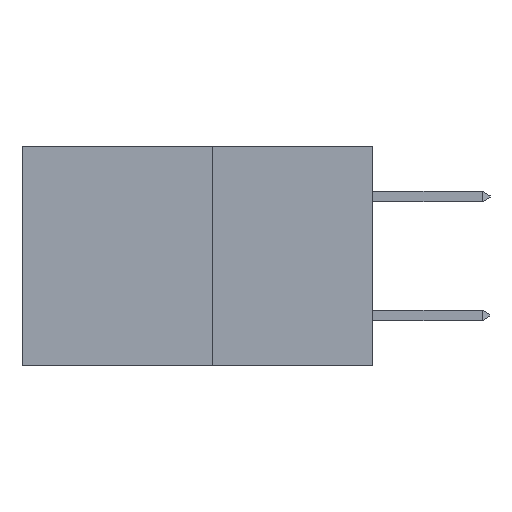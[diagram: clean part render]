
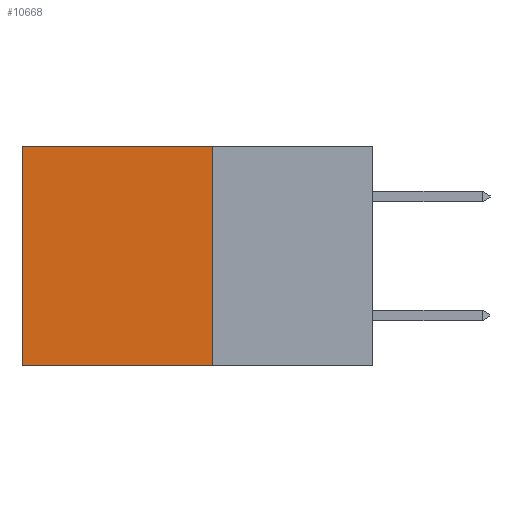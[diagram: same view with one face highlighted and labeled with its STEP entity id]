
A CAD part, left-side view. The second image highlights one B-rep face of the part: STEP entity #10668.
In plain terms, the highlighted planar face has unit normal (-1, 0, 0).
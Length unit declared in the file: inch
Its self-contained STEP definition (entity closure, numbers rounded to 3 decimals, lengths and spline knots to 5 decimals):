
#288 = CARTESIAN_POINT ( 'NONE',  ( 0.277, 0.59, -0.37 ) ) ;
#430 = VERTEX_POINT ( 'NONE', #288 ) ;
#1222 = LINE ( 'NONE', #10823, #13148 ) ;
#1236 = AXIS2_PLACEMENT_3D ( 'NONE', #5696, #6929, #15130 ) ;
#2276 = LINE ( 'NONE', #7855, #11085 ) ;
#2594 = VECTOR ( 'NONE', #12731, 39.37008 ) ;
#3103 = VERTEX_POINT ( 'NONE', #10262 ) ;
#3700 = EDGE_CURVE ( 'NONE', #7852, #7006, #5390, .T. ) ;
#4936 = CARTESIAN_POINT ( 'NONE',  ( 0.277, 0.27, 0. ) ) ;
#5390 = LINE ( 'NONE', #13340, #12419 ) ;
#5696 = CARTESIAN_POINT ( 'NONE',  ( 0.277, 0.27, -0.37 ) ) ;
#5726 = FACE_OUTER_BOUND ( 'NONE', #12035, .T. ) ;
#6247 = EDGE_CURVE ( 'NONE', #3103, #430, #2276, .T. ) ;
#6929 = DIRECTION ( 'NONE',  ( 1., 0., 0. ) ) ;
#7006 = VERTEX_POINT ( 'NONE', #12962 ) ;
#7852 = VERTEX_POINT ( 'NONE', #4936 ) ;
#7855 = CARTESIAN_POINT ( 'NONE',  ( 0.277, 0.59, -0.37 ) ) ;
#8385 = ORIENTED_EDGE ( 'NONE', *, *, #3700, .F. ) ;
#9056 = DIRECTION ( 'NONE',  ( 0., 0., -1. ) ) ;
#9205 = CARTESIAN_POINT ( 'NONE',  ( 0.277, 0.27, 0. ) ) ;
#10102 = LINE ( 'NONE', #9205, #2594 ) ;
#10262 = CARTESIAN_POINT ( 'NONE',  ( 0.277, 0.59, 0. ) ) ;
#10668 = ADVANCED_FACE ( 'NONE', ( #5726 ), #13981, .F. ) ;
#10727 = ORIENTED_EDGE ( 'NONE', *, *, #14139, .F. ) ;
#10823 = CARTESIAN_POINT ( 'NONE',  ( 0.277, 0.27, -0.37 ) ) ;
#11085 = VECTOR ( 'NONE', #9056, 39.37008 ) ;
#12035 = EDGE_LOOP ( 'NONE', ( #13916, #10727, #8385, #15364 ) ) ;
#12419 = VECTOR ( 'NONE', #13296, 39.37008 ) ;
#12676 = EDGE_CURVE ( 'NONE', #7852, #3103, #10102, .T. ) ;
#12731 = DIRECTION ( 'NONE',  ( 0., 1., 0. ) ) ;
#12962 = CARTESIAN_POINT ( 'NONE',  ( 0.277, 0.27, -0.37 ) ) ;
#13138 = DIRECTION ( 'NONE',  ( 0., 1., 0. ) ) ;
#13148 = VECTOR ( 'NONE', #13138, 39.37008 ) ;
#13296 = DIRECTION ( 'NONE',  ( 0., 0., -1. ) ) ;
#13340 = CARTESIAN_POINT ( 'NONE',  ( 0.277, 0.27, -0.37 ) ) ;
#13916 = ORIENTED_EDGE ( 'NONE', *, *, #6247, .T. ) ;
#13981 = PLANE ( 'NONE',  #1236 ) ;
#14139 = EDGE_CURVE ( 'NONE', #7006, #430, #1222, .T. ) ;
#15130 = DIRECTION ( 'NONE',  ( 0., 0., -1. ) ) ;
#15364 = ORIENTED_EDGE ( 'NONE', *, *, #12676, .T. ) ;
